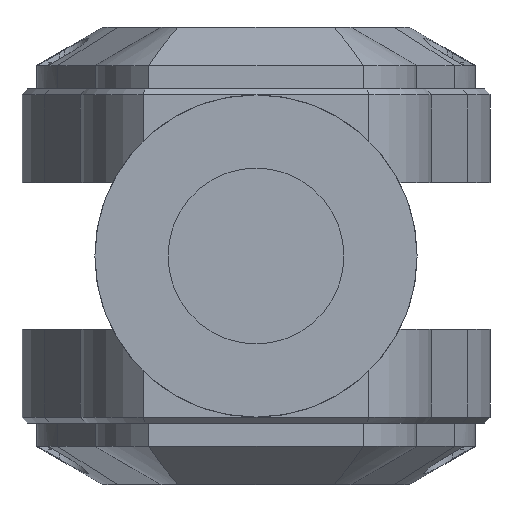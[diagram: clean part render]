
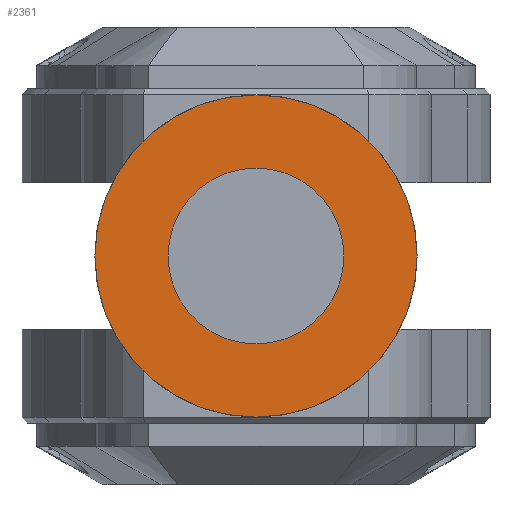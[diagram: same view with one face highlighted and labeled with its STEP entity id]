
A CAD part, left-side view. The second image highlights one B-rep face of the part: STEP entity #2361.
In plain terms, the highlighted planar face has unit normal (-1, 0, 0).
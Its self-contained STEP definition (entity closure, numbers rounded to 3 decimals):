
#91 = EDGE_CURVE ( 'NONE', #1673, #1167, #5211, .T. ) ;
#444 = ORIENTED_EDGE ( 'NONE', *, *, #775, .F. ) ;
#681 = DIRECTION ( 'NONE',  ( 0., 0., 1. ) ) ;
#775 = EDGE_CURVE ( 'NONE', #1899, #1008, #2679, .T. ) ;
#803 = EDGE_CURVE ( 'NONE', #1167, #1673, #4255, .T. ) ;
#969 = FACE_OUTER_BOUND ( 'NONE', #1516, .T. ) ;
#1008 = VERTEX_POINT ( 'NONE', #1434 ) ;
#1026 = PLANE ( 'NONE',  #2648 ) ;
#1060 = DIRECTION ( 'NONE',  ( 0., 0., -1. ) ) ;
#1149 = DIRECTION ( 'NONE',  ( 0., 0., -1. ) ) ;
#1167 = VERTEX_POINT ( 'NONE', #1310 ) ;
#1298 = DIRECTION ( 'NONE',  ( -1., 0., 0. ) ) ;
#1310 = CARTESIAN_POINT ( 'NONE',  ( 0., 0., 15. ) ) ;
#1397 = AXIS2_PLACEMENT_3D ( 'NONE', #3781, #3263, #1060 ) ;
#1406 = ORIENTED_EDGE ( 'NONE', *, *, #803, .F. ) ;
#1434 = CARTESIAN_POINT ( 'NONE',  ( 0., 0., -27.5 ) ) ;
#1512 = AXIS2_PLACEMENT_3D ( 'NONE', #3590, #1298, #5363 ) ;
#1516 = EDGE_LOOP ( 'NONE', ( #444, #4123 ) ) ;
#1668 = AXIS2_PLACEMENT_3D ( 'NONE', #3389, #2573, #681 ) ;
#1673 = VERTEX_POINT ( 'NONE', #3733 ) ;
#1899 = VERTEX_POINT ( 'NONE', #5741 ) ;
#2324 = DIRECTION ( 'NONE',  ( 1., 0., 0. ) ) ;
#2361 = ADVANCED_FACE ( 'NONE', ( #4074, #969 ), #1026, .F. ) ;
#2573 = DIRECTION ( 'NONE',  ( -1., 0., 0. ) ) ;
#2648 = AXIS2_PLACEMENT_3D ( 'NONE', #2800, #2324, #5058 ) ;
#2679 = CIRCLE ( 'NONE', #3332, 27.5 ) ;
#2800 = CARTESIAN_POINT ( 'NONE',  ( 0., 0., 0. ) ) ;
#3263 = DIRECTION ( 'NONE',  ( 1., 0., 0. ) ) ;
#3332 = AXIS2_PLACEMENT_3D ( 'NONE', #5627, #3416, #1149 ) ;
#3351 = EDGE_CURVE ( 'NONE', #1008, #1899, #3814, .T. ) ;
#3389 = CARTESIAN_POINT ( 'NONE',  ( 0., 0., 0. ) ) ;
#3416 = DIRECTION ( 'NONE',  ( 1., 0., 0. ) ) ;
#3590 = CARTESIAN_POINT ( 'NONE',  ( 0., 0., 0. ) ) ;
#3733 = CARTESIAN_POINT ( 'NONE',  ( 0., 0., -15. ) ) ;
#3781 = CARTESIAN_POINT ( 'NONE',  ( 0., 0., 0. ) ) ;
#3814 = CIRCLE ( 'NONE', #1397, 27.5 ) ;
#4074 = FACE_BOUND ( 'NONE', #5620, .T. ) ;
#4123 = ORIENTED_EDGE ( 'NONE', *, *, #3351, .F. ) ;
#4255 = CIRCLE ( 'NONE', #1668, 15. ) ;
#4831 = ORIENTED_EDGE ( 'NONE', *, *, #91, .F. ) ;
#5058 = DIRECTION ( 'NONE',  ( 0., 0., -1. ) ) ;
#5211 = CIRCLE ( 'NONE', #1512, 15. ) ;
#5363 = DIRECTION ( 'NONE',  ( 0., 0., 1. ) ) ;
#5620 = EDGE_LOOP ( 'NONE', ( #4831, #1406 ) ) ;
#5627 = CARTESIAN_POINT ( 'NONE',  ( 0., 0., 0. ) ) ;
#5741 = CARTESIAN_POINT ( 'NONE',  ( 0., 0., 27.5 ) ) ;
